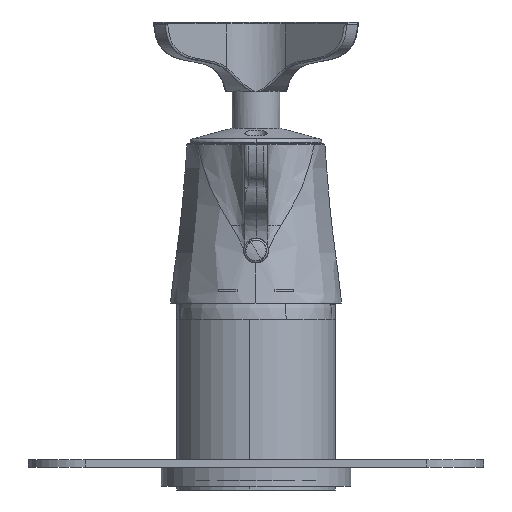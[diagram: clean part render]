
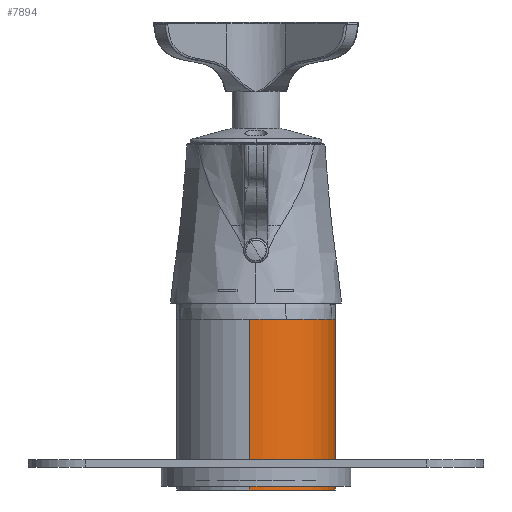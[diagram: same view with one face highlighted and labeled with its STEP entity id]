
A CAD part, front view. The second image highlights one B-rep face of the part: STEP entity #7894.
In plain terms, the highlighted cylindrical face has radius 21 mm (diameter 42 mm), a partial arc.
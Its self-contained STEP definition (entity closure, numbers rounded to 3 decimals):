
#1339 = DIRECTION ( 'NONE',  ( -0.084, -0.996, 0. ) ) ;
#1975 = DIRECTION ( 'NONE',  ( 0., 0., -1. ) ) ;
#2171 = DIRECTION ( 'NONE',  ( 0., 0., -1. ) ) ;
#2653 = VERTEX_POINT ( 'NONE', #23300 ) ;
#5194 = LINE ( 'NONE', #21059, #40042 ) ;
#7396 = CIRCLE ( 'NONE', #32758, 21. ) ;
#7809 = DIRECTION ( 'NONE',  ( 0., 0., 1. ) ) ;
#7894 = ADVANCED_FACE ( 'NONE', ( #21006 ), #11135, .T. ) ;
#11135 = CYLINDRICAL_SURFACE ( 'NONE', #34139, 21. ) ;
#11575 = DIRECTION ( 'NONE',  ( 0.084, 0.996, 0. ) ) ;
#11605 = LINE ( 'NONE', #25124, #36607 ) ;
#12238 = EDGE_LOOP ( 'NONE', ( #18377, #39361, #37685, #32172 ) ) ;
#12940 = DIRECTION ( 'NONE',  ( 0., 0., -1. ) ) ;
#14325 = VERTEX_POINT ( 'NONE', #16610 ) ;
#16239 = EDGE_CURVE ( 'NONE', #2653, #34715, #11605, .T. ) ;
#16610 = CARTESIAN_POINT ( 'NONE',  ( -1.761, -20.926, 14. ) ) ;
#18275 = AXIS2_PLACEMENT_3D ( 'NONE', #20879, #7809, #24769 ) ;
#18377 = ORIENTED_EDGE ( 'NONE', *, *, #33289, .F. ) ;
#19106 = EDGE_CURVE ( 'NONE', #22582, #14325, #5194, .T. ) ;
#20879 = CARTESIAN_POINT ( 'NONE',  ( 0., 0., 14. ) ) ;
#21006 = FACE_OUTER_BOUND ( 'NONE', #12238, .T. ) ;
#21059 = CARTESIAN_POINT ( 'NONE',  ( -1.761, -20.926, 59. ) ) ;
#21624 = CARTESIAN_POINT ( 'NONE',  ( -1.761, -20.926, 59. ) ) ;
#22582 = VERTEX_POINT ( 'NONE', #21624 ) ;
#23300 = CARTESIAN_POINT ( 'NONE',  ( 1.761, 20.926, 59. ) ) ;
#24233 = CARTESIAN_POINT ( 'NONE',  ( 0., 0., 59. ) ) ;
#24769 = DIRECTION ( 'NONE',  ( -0.084, -0.996, 0. ) ) ;
#25124 = CARTESIAN_POINT ( 'NONE',  ( 1.761, 20.926, 59. ) ) ;
#29401 = EDGE_CURVE ( 'NONE', #14325, #34715, #31307, .T. ) ;
#31307 = CIRCLE ( 'NONE', #18275, 21. ) ;
#32172 = ORIENTED_EDGE ( 'NONE', *, *, #16239, .F. ) ;
#32758 = AXIS2_PLACEMENT_3D ( 'NONE', #40147, #33714, #1339 ) ;
#33289 = EDGE_CURVE ( 'NONE', #22582, #2653, #7396, .T. ) ;
#33714 = DIRECTION ( 'NONE',  ( 0., 0., 1. ) ) ;
#34139 = AXIS2_PLACEMENT_3D ( 'NONE', #24233, #12940, #11575 ) ;
#34715 = VERTEX_POINT ( 'NONE', #41161 ) ;
#36607 = VECTOR ( 'NONE', #2171, 1000. ) ;
#37685 = ORIENTED_EDGE ( 'NONE', *, *, #29401, .T. ) ;
#39361 = ORIENTED_EDGE ( 'NONE', *, *, #19106, .T. ) ;
#40042 = VECTOR ( 'NONE', #1975, 1000. ) ;
#40147 = CARTESIAN_POINT ( 'NONE',  ( 0., 0., 59. ) ) ;
#41161 = CARTESIAN_POINT ( 'NONE',  ( 1.761, 20.926, 14. ) ) ;
